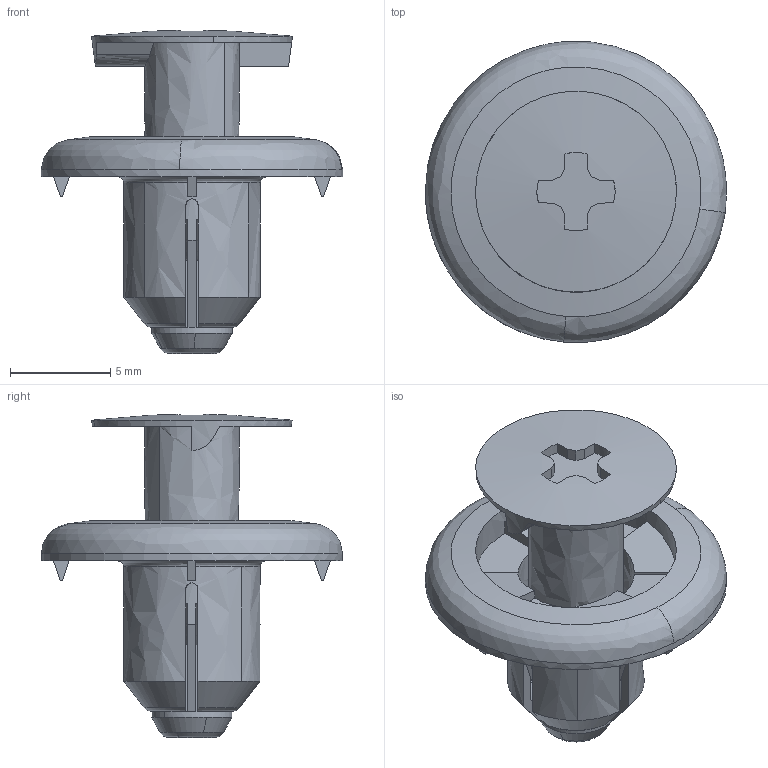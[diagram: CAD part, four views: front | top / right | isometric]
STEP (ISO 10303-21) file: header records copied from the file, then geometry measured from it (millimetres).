
FILE_DESCRIPTION((''),'2;1');
FILE_NAME('','2006-10-06T18:18:06',(''),(''),'','CADfix','');
FILE_SCHEMA(('AUTOMOTIVE_DESIGN'));
Length unit declared in the file: millimetre
Products named in the file (3): pin; grommet; TL_332_3_11965_36
Assembly tree (2 placements, depth 2):
  TL_332_3_11965_36
    pin
    grommet
Bounding box: 15 x 14.99 x 16.09 mm (x, y, z)
Volume: 502.3 mm3; surface area: 1151 mm2
Topology: 2 solids, 2 shells, 155 faces, 448 edges, 302 vertices
Faces by surface type: bspline 155
Entity records: 5489 total; most frequent: CARTESIAN_POINT 2892, ORIENTED_EDGE 896, EDGE_CURVE 448, VERTEX_POINT 302, QUASI_UNIFORM_CURVE 249, EDGE_LOOP 162, FACE_OUTER_BOUND 155, ADVANCED_FACE 155
